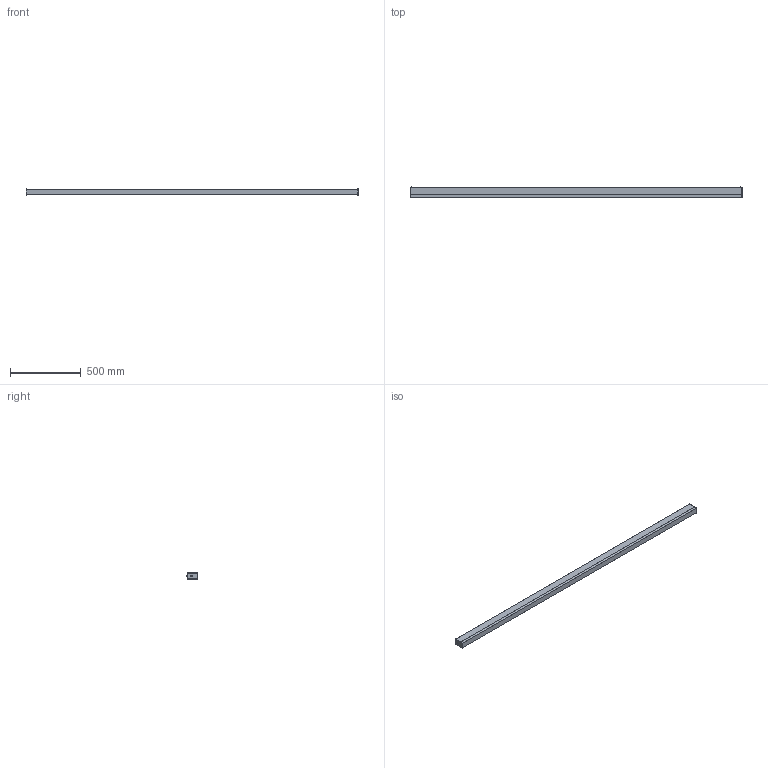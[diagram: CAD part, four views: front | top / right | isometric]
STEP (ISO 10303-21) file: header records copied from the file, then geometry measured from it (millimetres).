
FILE_DESCRIPTION (( 'STEP AP214' ), '1' );
FILE_NAME ('RDLBC8DS.STEP', '2016-11-18T19:30:39', ( '' ), ( '' ), 'SwSTEP 2.0', 'SolidWorks 2012', '' );
FILE_SCHEMA (( 'AUTOMOTIVE_DESIGN' ));
Length unit declared in the file: inch
Products named in the file (1): RDLBC8DS
Bounding box: 2348.44 x 77.56 x 42.55 mm (x, y, z)
Surface area: 632874.3 mm2 (no closed solid volume)
Topology: 0 solids, 12 shells, 56 faces, 226 edges, 179 vertices
Faces by surface type: plane 34, cylinder 18, cone 4
Entity records: 3094 total; most frequent: CARTESIAN_POINT 462, DIRECTION 408, ORIENTED_EDGE 294, EDGE_CURVE 226, VERTEX_POINT 179, VECTOR 158, LINE 158, AXIS2_PLACEMENT_3D 125
